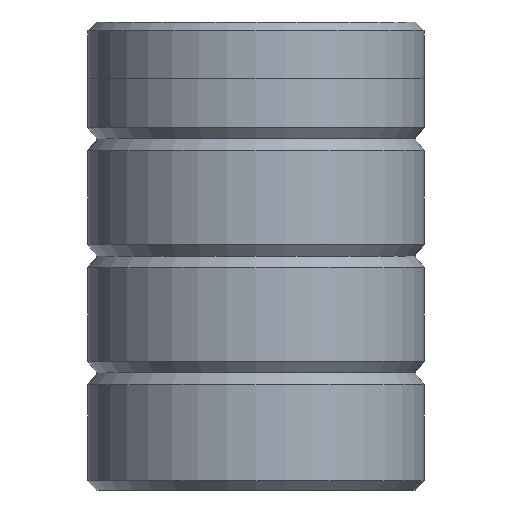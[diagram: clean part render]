
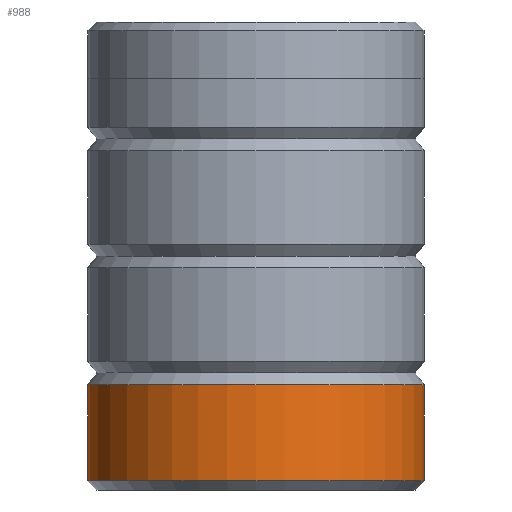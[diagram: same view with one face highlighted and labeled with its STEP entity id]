
A CAD part, front view. The second image highlights one B-rep face of the part: STEP entity #988.
In plain terms, the highlighted cylindrical face has radius 9 mm (diameter 18 mm), a partial arc.
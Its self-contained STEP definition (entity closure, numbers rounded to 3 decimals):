
#12 = CARTESIAN_POINT ( 'NONE',  ( 0., 0., 5.625 ) ) ;
#63 = EDGE_CURVE ( 'NONE', #129, #1195, #670, .T. ) ;
#74 = VECTOR ( 'NONE', #1622, 1000. ) ;
#93 = DIRECTION ( 'NONE',  ( 0., 0., 1. ) ) ;
#98 = FACE_OUTER_BOUND ( 'NONE', #1732, .T. ) ;
#129 = VERTEX_POINT ( 'NONE', #1633 ) ;
#151 = DIRECTION ( 'NONE',  ( -1., 0., 0. ) ) ;
#275 = CARTESIAN_POINT ( 'NONE',  ( -9., 0., 0.5 ) ) ;
#285 = CARTESIAN_POINT ( 'NONE',  ( 9., 0., 0.5 ) ) ;
#346 = VERTEX_POINT ( 'NONE', #285 ) ;
#419 = AXIS2_PLACEMENT_3D ( 'NONE', #898, #93, #1036 ) ;
#485 = VERTEX_POINT ( 'NONE', #1717 ) ;
#574 = ORIENTED_EDGE ( 'NONE', *, *, #63, .T. ) ;
#670 = LINE ( 'NONE', #1402, #1397 ) ;
#723 = CARTESIAN_POINT ( 'NONE',  ( 0., 0., 25. ) ) ;
#825 = CARTESIAN_POINT ( 'NONE',  ( 9., 0., 25. ) ) ;
#851 = AXIS2_PLACEMENT_3D ( 'NONE', #723, #999, #1527 ) ;
#886 = ORIENTED_EDGE ( 'NONE', *, *, #1457, .T. ) ;
#898 = CARTESIAN_POINT ( 'NONE',  ( 0., 0., 0.5 ) ) ;
#955 = DIRECTION ( 'NONE',  ( 0., 0., -1. ) ) ;
#988 = ADVANCED_FACE ( 'NONE', ( #98 ), #1435, .T. ) ;
#994 = DIRECTION ( 'NONE',  ( 0., 0., -1. ) ) ;
#999 = DIRECTION ( 'NONE',  ( 0., 0., -1. ) ) ;
#1036 = DIRECTION ( 'NONE',  ( 1., 0., 0. ) ) ;
#1144 = AXIS2_PLACEMENT_3D ( 'NONE', #12, #955, #151 ) ;
#1195 = VERTEX_POINT ( 'NONE', #275 ) ;
#1209 = CIRCLE ( 'NONE', #419, 9. ) ;
#1271 = EDGE_CURVE ( 'NONE', #485, #346, #1451, .T. ) ;
#1359 = CIRCLE ( 'NONE', #1144, 9. ) ;
#1397 = VECTOR ( 'NONE', #994, 1000. ) ;
#1402 = CARTESIAN_POINT ( 'NONE',  ( -9., 0., 25. ) ) ;
#1435 = CYLINDRICAL_SURFACE ( 'NONE', #851, 9. ) ;
#1451 = LINE ( 'NONE', #825, #74 ) ;
#1457 = EDGE_CURVE ( 'NONE', #1195, #346, #1209, .T. ) ;
#1527 = DIRECTION ( 'NONE',  ( -1., 0., 0. ) ) ;
#1617 = EDGE_CURVE ( 'NONE', #485, #129, #1359, .T. ) ;
#1622 = DIRECTION ( 'NONE',  ( 0., 0., -1. ) ) ;
#1633 = CARTESIAN_POINT ( 'NONE',  ( -9., 0., 5.625 ) ) ;
#1649 = ORIENTED_EDGE ( 'NONE', *, *, #1617, .T. ) ;
#1658 = ORIENTED_EDGE ( 'NONE', *, *, #1271, .F. ) ;
#1717 = CARTESIAN_POINT ( 'NONE',  ( 9., 0., 5.625 ) ) ;
#1732 = EDGE_LOOP ( 'NONE', ( #1658, #1649, #574, #886 ) ) ;
